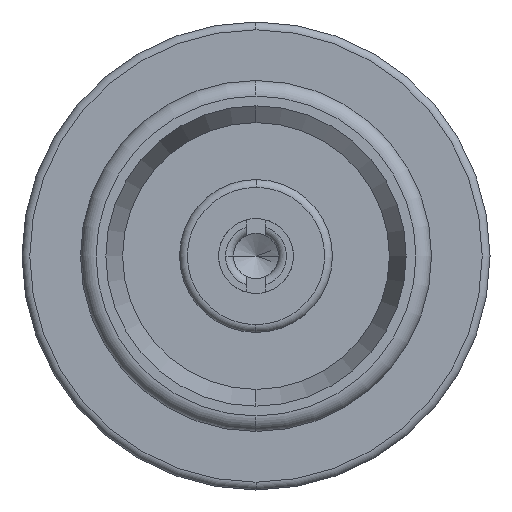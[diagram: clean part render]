
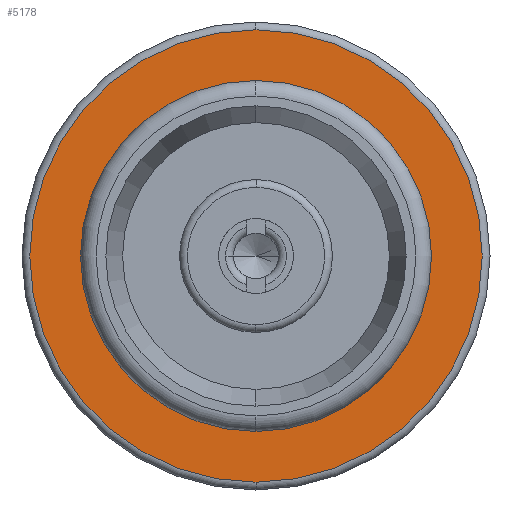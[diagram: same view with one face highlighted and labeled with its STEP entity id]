
A CAD part, left-side view. The second image highlights one B-rep face of the part: STEP entity #5178.
In plain terms, the highlighted planar face has unit normal (-1, 0, 0).
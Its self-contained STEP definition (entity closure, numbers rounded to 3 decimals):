
#80 = AXIS2_PLACEMENT_3D ( 'NONE', #3410, #874, #3847 ) ;
#163 = DIRECTION ( 'NONE',  ( 0., 0., 1. ) ) ;
#243 = DIRECTION ( 'NONE',  ( -1., 0., 0. ) ) ;
#277 = DIRECTION ( 'NONE',  ( 1., 0., 0. ) ) ;
#651 = AXIS2_PLACEMENT_3D ( 'NONE', #2818, #277, #3240 ) ;
#685 = FACE_BOUND ( 'NONE', #3731, .T. ) ;
#790 = VERTEX_POINT ( 'NONE', #1046 ) ;
#874 = DIRECTION ( 'NONE',  ( -1., 0., 0. ) ) ;
#1046 = CARTESIAN_POINT ( 'NONE',  ( 4.5, 0., 2.25 ) ) ;
#1049 = AXIS2_PLACEMENT_3D ( 'NONE', #5281, #2699, #163 ) ;
#1066 = EDGE_CURVE ( 'NONE', #1139, #4666, #1126, .T. ) ;
#1126 = CIRCLE ( 'NONE', #80, 2.9 ) ;
#1131 = PLANE ( 'NONE',  #651 ) ;
#1134 = VERTEX_POINT ( 'NONE', #4280 ) ;
#1139 = VERTEX_POINT ( 'NONE', #3864 ) ;
#1320 = CARTESIAN_POINT ( 'NONE',  ( 4.5, 0., 0. ) ) ;
#1525 = ORIENTED_EDGE ( 'NONE', *, *, #4992, .F. ) ;
#1726 = ORIENTED_EDGE ( 'NONE', *, *, #1066, .T. ) ;
#1728 = DIRECTION ( 'NONE',  ( 0., 0., 1. ) ) ;
#1757 = CIRCLE ( 'NONE', #1981, 2.25 ) ;
#1981 = AXIS2_PLACEMENT_3D ( 'NONE', #1320, #4276, #1728 ) ;
#2417 = EDGE_CURVE ( 'NONE', #790, #1134, #1757, .T. ) ;
#2699 = DIRECTION ( 'NONE',  ( -1., 0., 0. ) ) ;
#2787 = CARTESIAN_POINT ( 'NONE',  ( 4.5, 0., 0. ) ) ;
#2818 = CARTESIAN_POINT ( 'NONE',  ( 4.5, 3., 0. ) ) ;
#2872 = CIRCLE ( 'NONE', #5153, 2.9 ) ;
#3127 = CIRCLE ( 'NONE', #1049, 2.25 ) ;
#3144 = ORIENTED_EDGE ( 'NONE', *, *, #2417, .F. ) ;
#3206 = DIRECTION ( 'NONE',  ( 0., 0., -1. ) ) ;
#3240 = DIRECTION ( 'NONE',  ( 0., 0., -1. ) ) ;
#3410 = CARTESIAN_POINT ( 'NONE',  ( 4.5, 0., 0. ) ) ;
#3731 = EDGE_LOOP ( 'NONE', ( #3144, #1525 ) ) ;
#3829 = EDGE_CURVE ( 'NONE', #4666, #1139, #2872, .T. ) ;
#3847 = DIRECTION ( 'NONE',  ( 0., 0., -1. ) ) ;
#3860 = ORIENTED_EDGE ( 'NONE', *, *, #3829, .T. ) ;
#3864 = CARTESIAN_POINT ( 'NONE',  ( 4.5, 0., 2.9 ) ) ;
#4074 = EDGE_LOOP ( 'NONE', ( #3860, #1726 ) ) ;
#4276 = DIRECTION ( 'NONE',  ( -1., 0., 0. ) ) ;
#4280 = CARTESIAN_POINT ( 'NONE',  ( 4.5, 0., -2.25 ) ) ;
#4666 = VERTEX_POINT ( 'NONE', #5031 ) ;
#4992 = EDGE_CURVE ( 'NONE', #1134, #790, #3127, .T. ) ;
#5031 = CARTESIAN_POINT ( 'NONE',  ( 4.5, 0., -2.9 ) ) ;
#5153 = AXIS2_PLACEMENT_3D ( 'NONE', #2787, #243, #3206 ) ;
#5178 = ADVANCED_FACE ( 'NONE', ( #5218, #685 ), #1131, .F. ) ;
#5218 = FACE_OUTER_BOUND ( 'NONE', #4074, .T. ) ;
#5281 = CARTESIAN_POINT ( 'NONE',  ( 4.5, 0., 0. ) ) ;
